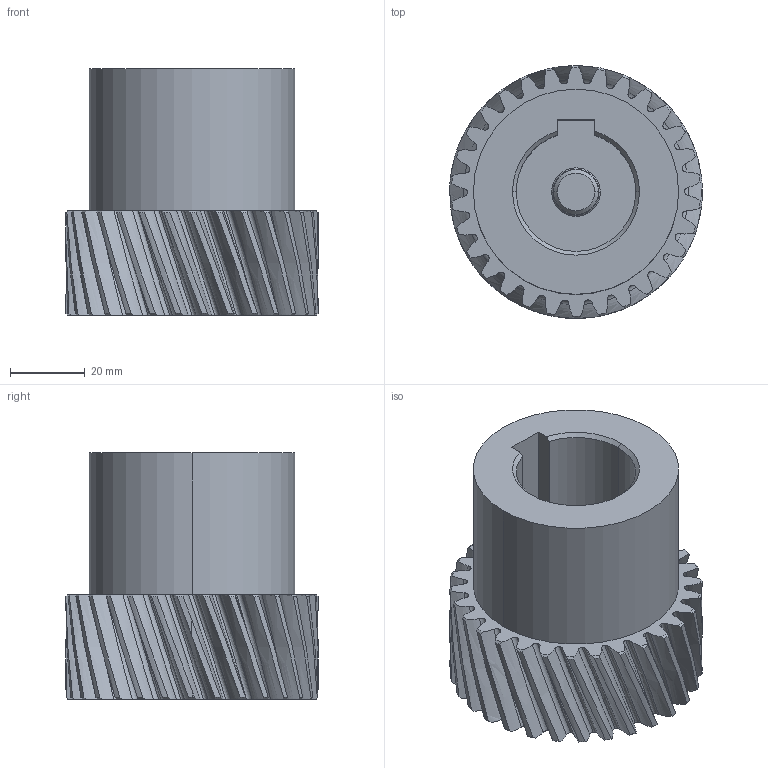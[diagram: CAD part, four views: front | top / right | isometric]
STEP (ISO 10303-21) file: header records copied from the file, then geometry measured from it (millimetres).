
FILE_DESCRIPTION (( 'STEP AP203' ), '1' );
FILE_NAME ('84010005.step', '2021-01-11T17:19:19', ( '' ), ( '' ), 'SwSTEP 2.0', 'SolidWorks 2019', '' );
FILE_SCHEMA (( 'CONFIG_CONTROL_DESIGN' ));
Length unit declared in the file: millimetre
Products named in the file (1): 84010005
Bounding box: 67.7 x 67.7 x 66 mm (x, y, z)
Volume: 131406.3 mm3; surface area: 35836.6 mm2
Topology: 3 solids, 3 shells, 264 faces, 748 edges, 491 vertices
Faces by surface type: bspline 120, cone 72, cylinder 47, plane 23, torus 2
Entity records: 102578 total; most frequent: CARTESIAN_POINT 97394, ORIENTED_EDGE 1492, EDGE_CURVE 746, DIRECTION 691, VERTEX_POINT 491, AXIS2_PLACEMENT_3D 315, EDGE_LOOP 271, ADVANCED_FACE 264
